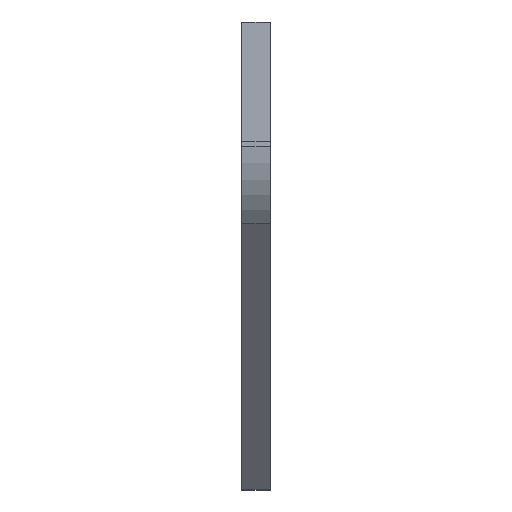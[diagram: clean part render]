
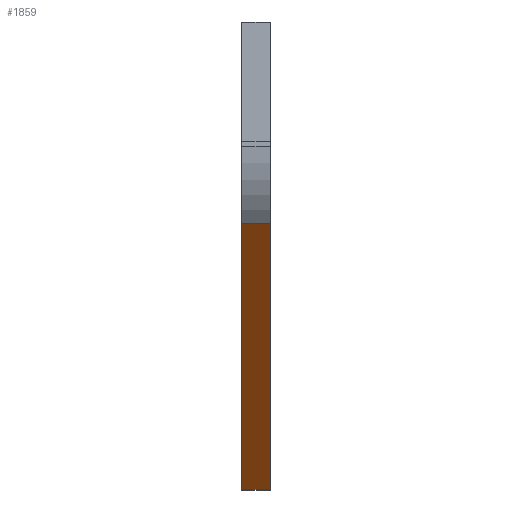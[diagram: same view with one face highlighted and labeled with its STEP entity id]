
A CAD part, top view. The second image highlights one B-rep face of the part: STEP entity #1859.
In plain terms, the highlighted planar face has unit normal (0, -0.651, 0.759).
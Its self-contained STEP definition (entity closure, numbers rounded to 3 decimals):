
#162 = EDGE_CURVE ( 'NONE', #1931, #1589, #499, .T. ) ;
#169 = DIRECTION ( 'NONE',  ( 0., 0.651, -0.759 ) ) ;
#258 = DIRECTION ( 'NONE',  ( 0., 0.759, 0.651 ) ) ;
#299 = DIRECTION ( 'NONE',  ( 0., 0.759, 0.651 ) ) ;
#322 = EDGE_CURVE ( 'NONE', #565, #2887, #564, .T. ) ;
#364 = EDGE_CURVE ( 'NONE', #2887, #1589, #493, .T. ) ;
#387 = CARTESIAN_POINT ( 'NONE',  ( 98.039, 17.77, 54.799 ) ) ;
#413 = VECTOR ( 'NONE', #1102, 1000. ) ;
#493 = LINE ( 'NONE', #2472, #2274 ) ;
#499 = LINE ( 'NONE', #1153, #413 ) ;
#564 = LINE ( 'NONE', #2628, #2346 ) ;
#565 = VERTEX_POINT ( 'NONE', #1377 ) ;
#864 = CARTESIAN_POINT ( 'NONE',  ( 4., -19.5, 22.798 ) ) ;
#955 = AXIS2_PLACEMENT_3D ( 'NONE', #387, #169, #299 ) ;
#987 = VECTOR ( 'NONE', #258, 1000. ) ;
#991 = CARTESIAN_POINT ( 'NONE',  ( 4., 17.77, 54.799 ) ) ;
#1102 = DIRECTION ( 'NONE',  ( -1., 0., 0. ) ) ;
#1124 = PLANE ( 'NONE',  #955 ) ;
#1129 = CARTESIAN_POINT ( 'NONE',  ( 0., -19.5, 22.798 ) ) ;
#1153 = CARTESIAN_POINT ( 'NONE',  ( 98.039, -19.5, 22.798 ) ) ;
#1354 = LINE ( 'NONE', #991, #987 ) ;
#1377 = CARTESIAN_POINT ( 'NONE',  ( 4., 17.77, 54.799 ) ) ;
#1519 = EDGE_LOOP ( 'NONE', ( #2082, #2311, #2846, #2572 ) ) ;
#1589 = VERTEX_POINT ( 'NONE', #1129 ) ;
#1784 = FACE_OUTER_BOUND ( 'NONE', #1519, .T. ) ;
#1859 = ADVANCED_FACE ( 'NONE', ( #1784 ), #1124, .F. ) ;
#1931 = VERTEX_POINT ( 'NONE', #864 ) ;
#2082 = ORIENTED_EDGE ( 'NONE', *, *, #162, .F. ) ;
#2274 = VECTOR ( 'NONE', #2416, 1000. ) ;
#2311 = ORIENTED_EDGE ( 'NONE', *, *, #2787, .T. ) ;
#2346 = VECTOR ( 'NONE', #2564, 1000. ) ;
#2416 = DIRECTION ( 'NONE',  ( 0., -0.759, -0.651 ) ) ;
#2472 = CARTESIAN_POINT ( 'NONE',  ( 0., 17.77, 54.799 ) ) ;
#2564 = DIRECTION ( 'NONE',  ( -1., 0., 0. ) ) ;
#2572 = ORIENTED_EDGE ( 'NONE', *, *, #364, .T. ) ;
#2628 = CARTESIAN_POINT ( 'NONE',  ( 98.039, 17.77, 54.799 ) ) ;
#2787 = EDGE_CURVE ( 'NONE', #1931, #565, #1354, .T. ) ;
#2846 = ORIENTED_EDGE ( 'NONE', *, *, #322, .T. ) ;
#2887 = VERTEX_POINT ( 'NONE', #3015 ) ;
#3015 = CARTESIAN_POINT ( 'NONE',  ( 0., 17.77, 54.799 ) ) ;
